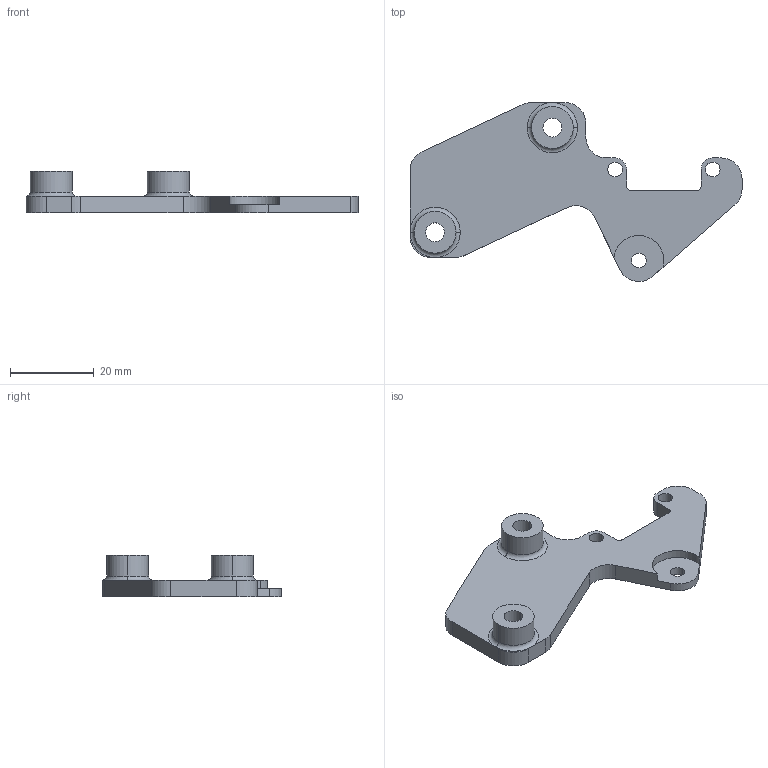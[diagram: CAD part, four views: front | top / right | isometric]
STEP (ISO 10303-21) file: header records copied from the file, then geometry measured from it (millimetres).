
FILE_DESCRIPTION (( 'STEP AP203' ), '1' );
FILE_NAME ('LCD_mount5.STEP', '2023-09-24T20:26:02', ( '' ), ( '' ), 'SwSTEP 2.0', 'SolidWorks 2023', '' );
FILE_SCHEMA (( 'CONFIG_CONTROL_DESIGN' ));
Length unit declared in the file: millimetre
Products named in the file (1): LCD_mount5
Bounding box: 79.3 x 42.74 x 10 mm (x, y, z)
Volume: 7511.4 mm3; surface area: 5137.2 mm2
Topology: 1 solids, 1 shells, 54 faces, 148 edges, 96 vertices
Faces by surface type: cylinder 30, plane 20, torus 4
Entity records: 1835 total; most frequent: DIRECTION 328, CARTESIAN_POINT 299, ORIENTED_EDGE 296, EDGE_CURVE 148, AXIS2_PLACEMENT_3D 125, VERTEX_POINT 96, VECTOR 78, LINE 78
